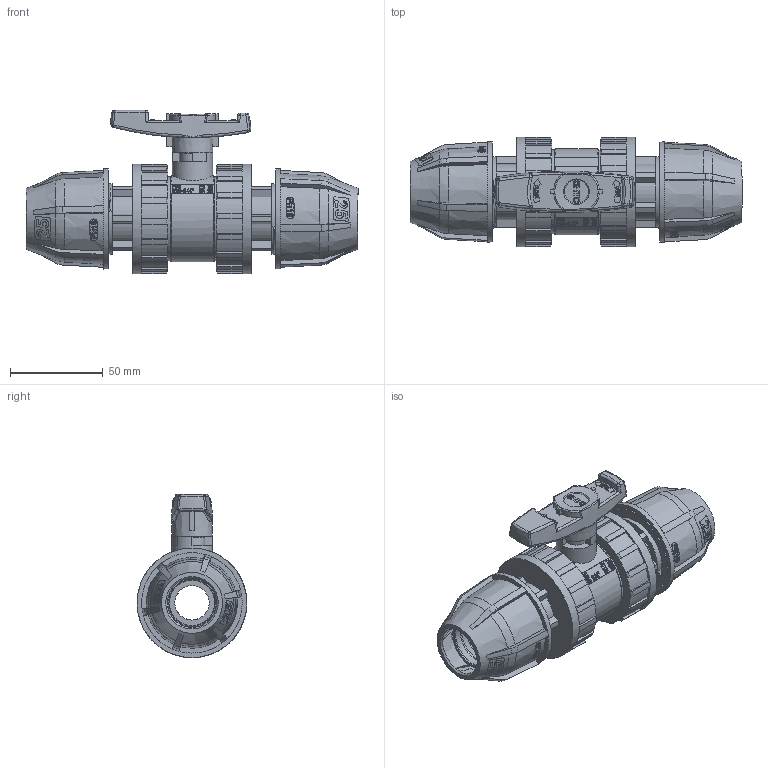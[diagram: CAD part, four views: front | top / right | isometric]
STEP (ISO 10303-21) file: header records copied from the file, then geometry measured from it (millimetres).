
FILE_DESCRIPTION(/* description */ (''),/* implementation_level */ '2;1');
FILE_NAME(/* name */ 'AK0915.000.025.step',/* time_stamp */ '2026-03-30T15:20:38+02:00',/* author */ (''),/* organization */ (''),/* preprocessor_version */ 'ST-DEVELOPER v20.1',/* originating_system */ 'Autodesk Translation Framework v14.24.0.0',/* authorisation */ '');
FILE_SCHEMA (('AUTOMOTIVE_DESIGN { 1 0 10303 214 3 1 1 }'));
Products named in the file (1): 2025-12-30-08-12-25-650
Bounding box: 178.73 x 59.05 x 87.92 mm (x, y, z)
Volume: 224925.9 mm3; surface area: 137436.9 mm2
Topology: 24 solids, 24 shells, 1913 faces, 5026 edges, 3309 vertices
Faces by surface type: plane 689, bspline 671, cylinder 339, cone 139, torus 58, sphere 17
Full cylindrical faces by diameter (mm): 1.721 x1, 2.295 x1, 9.7 x4, 14 x3, 14.4 x1, 15.3 x2, 17.1 x1, 18.5 x2, 20 x3, 20.3 x1, 20.5 x1, 21 x2, 21.7 x1, 23.9 x2, 24.4 x1, 24.5 x2, 25.83 x2, 26.5 x2, 28.5 x4, 31 x2, 31.5 x4, 31.98 x4, 33 x2, 33.7 x1, 38 x8, 38.13 x2, 38.4 x1, 38.532 x8, 39 x4, 40.5 x5
Entity records: 95571 total; most frequent: CARTESIAN_POINT 52259, ORIENTED_EDGE 10018, DIRECTION 7114, EDGE_CURVE 5009, VERTEX_POINT 3309, LINE 2394, VECTOR 2394, AXIS2_PLACEMENT_3D 2360
